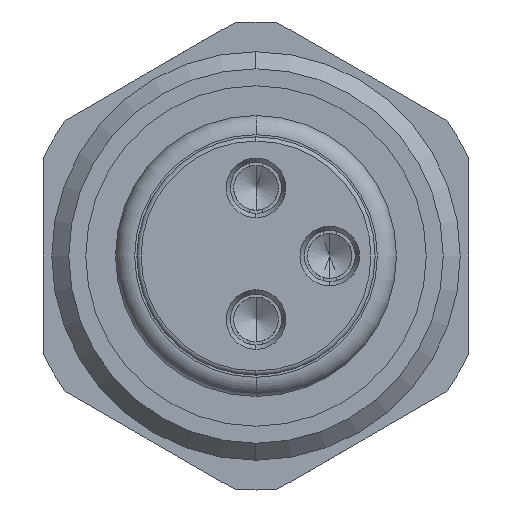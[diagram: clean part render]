
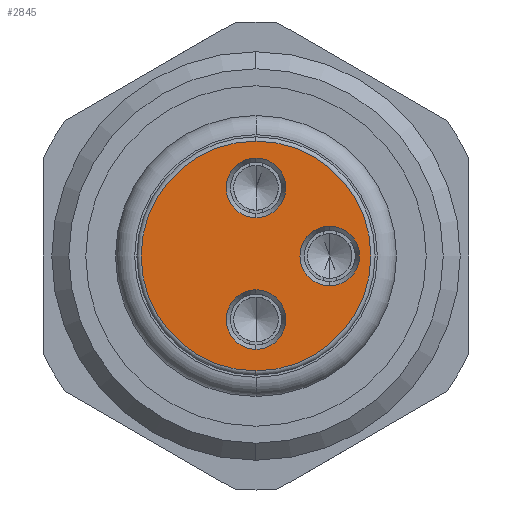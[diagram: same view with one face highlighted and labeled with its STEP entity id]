
A CAD part, left-side view. The second image highlights one B-rep face of the part: STEP entity #2845.
In plain terms, the highlighted planar face has unit normal (-1, 0, 0).
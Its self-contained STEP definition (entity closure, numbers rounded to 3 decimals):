
#303=CARTESIAN_POINT('',(1.046,0.,0.));
#304=DIRECTION('',(-1.,0.,0.));
#305=DIRECTION('',(0.,0.,-1.));
#306=AXIS2_PLACEMENT_3D('',#303,#304,#305);
#308=CARTESIAN_POINT('',(1.046,0.,0.));
#309=DIRECTION('',(-1.,0.,0.));
#310=DIRECTION('',(0.,0.,1.));
#311=AXIS2_PLACEMENT_3D('',#308,#309,#310);
#313=CARTESIAN_POINT('',(1.046,0.,-1.494));
#314=DIRECTION('',(1.,0.,0.));
#315=DIRECTION('',(0.,0.,1.));
#316=AXIS2_PLACEMENT_3D('',#313,#314,#315);
#318=CARTESIAN_POINT('',(1.046,0.,-1.494));
#319=DIRECTION('',(1.,0.,0.));
#320=DIRECTION('',(0.,0.,-1.));
#321=AXIS2_PLACEMENT_3D('',#318,#319,#320);
#323=CARTESIAN_POINT('',(1.046,-1.733,0.));
#324=DIRECTION('',(1.,0.,0.));
#325=DIRECTION('',(0.,0.,1.));
#326=AXIS2_PLACEMENT_3D('',#323,#324,#325);
#328=CARTESIAN_POINT('',(1.046,-1.733,0.));
#329=DIRECTION('',(1.,0.,0.));
#330=DIRECTION('',(0.,0.,-1.));
#331=AXIS2_PLACEMENT_3D('',#328,#329,#330);
#333=CARTESIAN_POINT('',(1.046,0.,1.602));
#334=DIRECTION('',(1.,0.,0.));
#335=DIRECTION('',(0.,0.,1.));
#336=AXIS2_PLACEMENT_3D('',#333,#334,#335);
#338=CARTESIAN_POINT('',(1.046,0.,1.602));
#339=DIRECTION('',(1.,0.,0.));
#340=DIRECTION('',(0.,0.,-1.));
#341=AXIS2_PLACEMENT_3D('',#338,#339,#340);
#2024=CARTESIAN_POINT('',(1.046,0.,-2.7));
#2025=CARTESIAN_POINT('',(1.046,0.,2.7));
#2026=VERTEX_POINT('',#2024);
#2027=VERTEX_POINT('',#2025);
#2115=CARTESIAN_POINT('',(1.046,0.,2.302));
#2117=VERTEX_POINT('',#2115);
#2228=CARTESIAN_POINT('',(1.046,0.,-0.794));
#2229=CARTESIAN_POINT('',(1.046,0.,-2.194));
#2230=VERTEX_POINT('',#2228);
#2231=VERTEX_POINT('',#2229);
#2280=CARTESIAN_POINT('',(1.046,-1.733,-0.7));
#2281=CARTESIAN_POINT('',(1.046,-1.733,0.7));
#2282=VERTEX_POINT('',#2280);
#2283=VERTEX_POINT('',#2281);
#2338=CARTESIAN_POINT('',(1.046,0.,0.902));
#2340=VERTEX_POINT('',#2338);
#2818=CARTESIAN_POINT('',(1.046,0.,-2.8));
#2819=DIRECTION('',(1.,0.,0.));
#2820=DIRECTION('',(0.,0.,-1.));
#2821=AXIS2_PLACEMENT_3D('',#2818,#2819,#2820);
#2822=PLANE('',#2821);
#2823=ORIENTED_EDGE('',*,*,#2800,.F.);
#2824=ORIENTED_EDGE('',*,*,#2810,.F.);
#2825=EDGE_LOOP('',(#2823,#2824));
#2826=FACE_OUTER_BOUND('',#2825,.F.);
#2828=ORIENTED_EDGE('',*,*,#2827,.F.);
#2830=ORIENTED_EDGE('',*,*,#2829,.F.);
#2831=EDGE_LOOP('',(#2828,#2830));
#2832=FACE_BOUND('',#2831,.F.);
#2834=ORIENTED_EDGE('',*,*,#2833,.F.);
#2836=ORIENTED_EDGE('',*,*,#2835,.F.);
#2837=EDGE_LOOP('',(#2834,#2836));
#2838=FACE_BOUND('',#2837,.F.);
#2840=ORIENTED_EDGE('',*,*,#2839,.F.);
#2842=ORIENTED_EDGE('',*,*,#2841,.F.);
#2843=EDGE_LOOP('',(#2840,#2842));
#2844=FACE_BOUND('',#2843,.F.);
#2845=ADVANCED_FACE('',(#2826,#2832,#2838,#2844),#2822,.F.);
#307=CIRCLE('',#306,2.7);
#312=CIRCLE('',#311,2.7);
#317=CIRCLE('',#316,0.7);
#322=CIRCLE('',#321,0.7);
#327=CIRCLE('',#326,0.7);
#332=CIRCLE('',#331,0.7);
#337=CIRCLE('',#336,0.7);
#342=CIRCLE('',#341,0.7);
#2800=EDGE_CURVE('',#2026,#2027,#307,.T.);
#2810=EDGE_CURVE('',#2027,#2026,#312,.T.);
#2827=EDGE_CURVE('',#2230,#2231,#317,.T.);
#2829=EDGE_CURVE('',#2231,#2230,#322,.T.);
#2833=EDGE_CURVE('',#2283,#2282,#327,.T.);
#2835=EDGE_CURVE('',#2282,#2283,#332,.T.);
#2839=EDGE_CURVE('',#2117,#2340,#337,.T.);
#2841=EDGE_CURVE('',#2340,#2117,#342,.T.);
